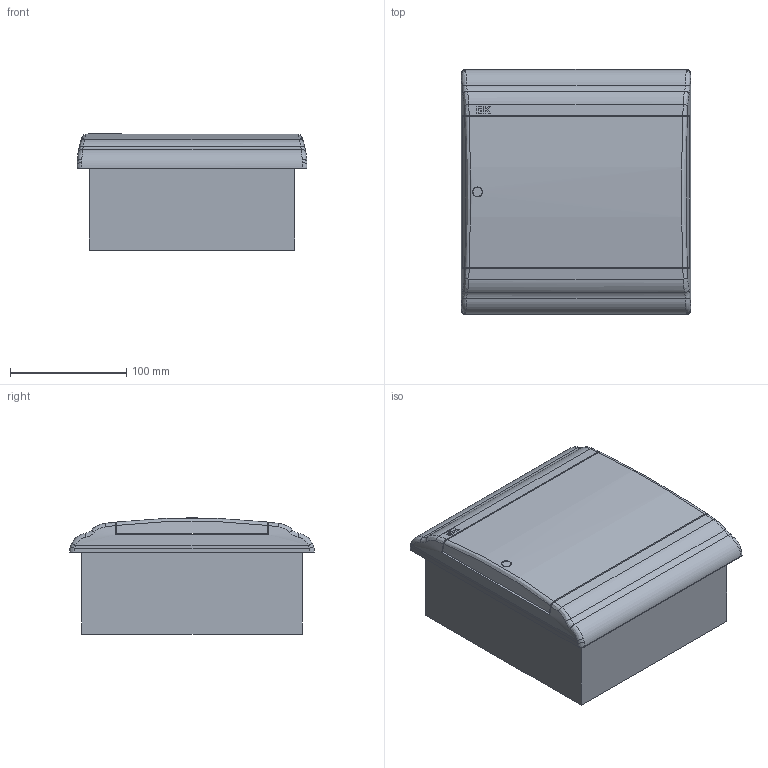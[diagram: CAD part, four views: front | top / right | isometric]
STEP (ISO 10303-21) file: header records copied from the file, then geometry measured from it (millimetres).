
FILE_DESCRIPTION (( 'STEP AP214' ), '1' );
FILE_NAME ('MKP82-V-06-41-20 Áîêñ ÙÐÂ-Ï-6 ìîäóëåé âñòðàèâ.ïëàñòèê IP41 PRIME_1.STEP', '2016-09-01T11:29:23', ( '' ), ( '' ), 'SwSTEP 2.0', 'SolidWorks 2014', '' );
FILE_SCHEMA (( 'AUTOMOTIVE_DESIGN' ));
Length unit declared in the file: millimetre
Products named in the file (1): MKP82-V-06-41-20 Áîêñ ÙÐÂ-Ï-6 ìîäóëåé âñòðàèâ.ïëàñòèê IP41 PRIME_1
Bounding box: 198.05 x 211.05 x 100 mm (x, y, z)
Volume: 712227.4 mm3; surface area: 383114.7 mm2
Topology: 5 solids, 27 shells, 1906 faces, 5036 edges, 3328 vertices
Faces by surface type: plane 1107, bspline 624, cylinder 155, cone 20
Entity records: 75445 total; most frequent: CARTESIAN_POINT 32788, ORIENTED_EDGE 10072, DIRECTION 6407, EDGE_CURVE 5036, LINE 3359, VECTOR 3359, VERTEX_POINT 3328, EDGE_LOOP 2070
